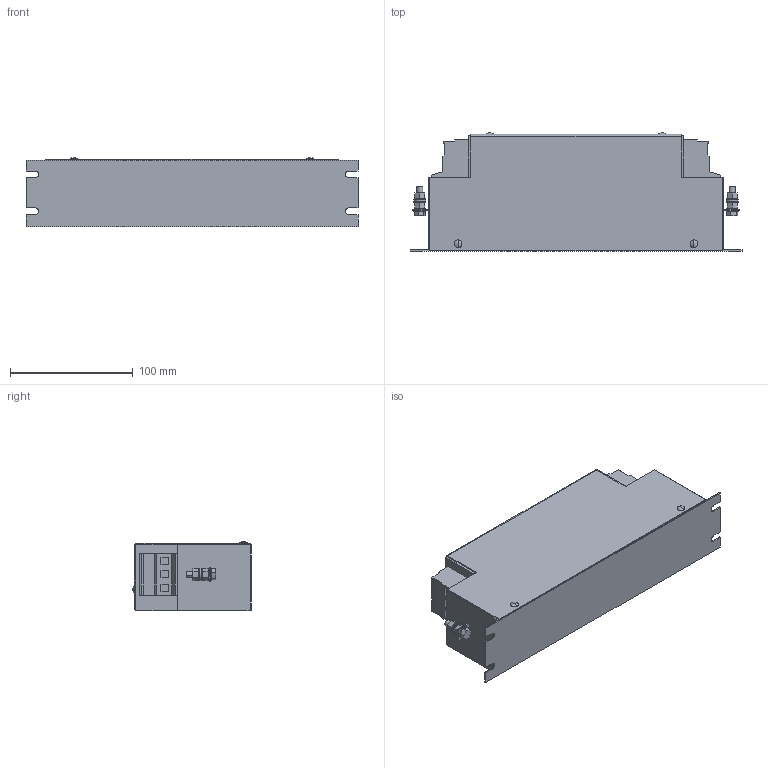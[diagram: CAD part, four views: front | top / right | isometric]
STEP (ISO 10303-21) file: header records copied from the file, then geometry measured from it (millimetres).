
FILE_DESCRIPTION (( 'STEP AP214' ), '1' );
FILE_NAME ('192835.STEP', '2024-08-30T06:35:47', ( '' ), ( '' ), 'SwSTEP 2.0', 'SolidWorks 2022', '' );
FILE_SCHEMA (( 'AUTOMOTIVE_DESIGN' ));
Length unit declared in the file: millimetre
Products named in the file (1): 192835
Bounding box: 270 x 96.37 x 56.37 mm (x, y, z)
Volume: 1174397.9 mm3; surface area: 85756.2 mm2
Topology: 1 solids, 1 shells, 360 faces, 875 edges, 566 vertices
Faces by surface type: plane 267, cylinder 85, sphere 8
Entity records: 10511 total; most frequent: DIRECTION 1831, CARTESIAN_POINT 1802, ORIENTED_EDGE 1750, EDGE_CURVE 875, LINE 641, VECTOR 641, AXIS2_PLACEMENT_3D 595, VERTEX_POINT 566
